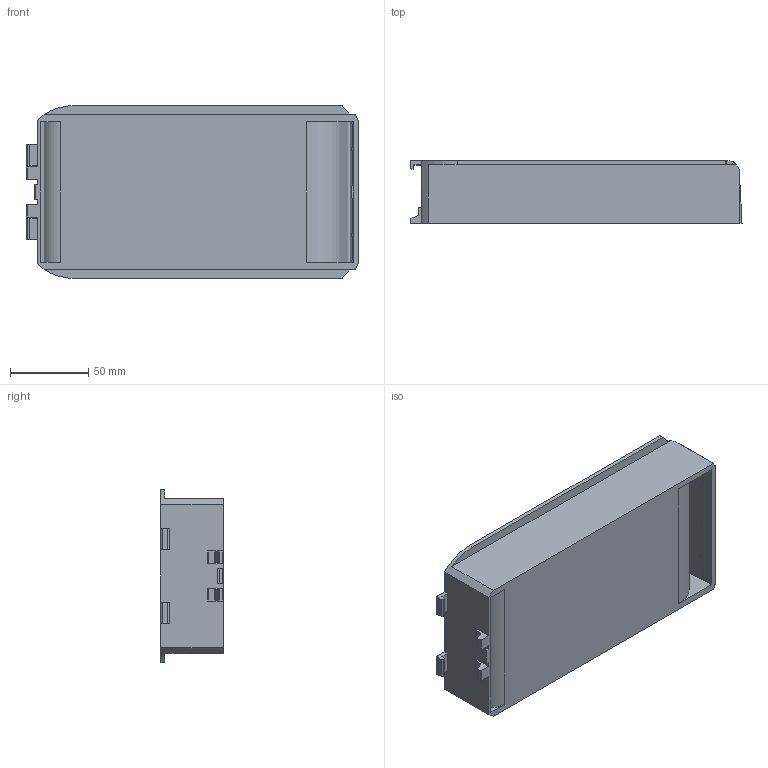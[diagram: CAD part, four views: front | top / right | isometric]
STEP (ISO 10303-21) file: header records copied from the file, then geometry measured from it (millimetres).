
FILE_DESCRIPTION (( 'STEP AP203' ), '1' );
FILE_NAME ('416500021_c_1.STEP', '2022-12-11T15:34:13', ( '' ), ( '' ), 'SwSTEP 2.0', 'SolidWorks 2014', '' );
FILE_SCHEMA (( 'CONFIG_CONTROL_DESIGN' ));
Length unit declared in the file: millimetre
Products named in the file (4): _061MGC2K291HESD_label; _061MGC2K291HESD_lw; _061MGC2K291HESD_gc; 416500021_c_1
Assembly tree (3 placements, depth 2):
  416500021_c_1
    _061MGC2K291HESD_gc
    _061MGC2K291HESD_lw
    _061MGC2K291HESD_label
Bounding box: 212.44 x 40 x 110.6 mm (x, y, z)
Volume: 170390.8 mm3; surface area: 102647 mm2
Topology: 3 solids, 3 shells, 200 faces, 572 edges, 380 vertices
Faces by surface type: plane 134, cylinder 66
Entity records: 6924 total; most frequent: CARTESIAN_POINT 1282, ORIENTED_EDGE 1144, DIRECTION 1052, EDGE_CURVE 572, LINE 428, VECTOR 428, VERTEX_POINT 380, AXIS2_PLACEMENT_3D 312
